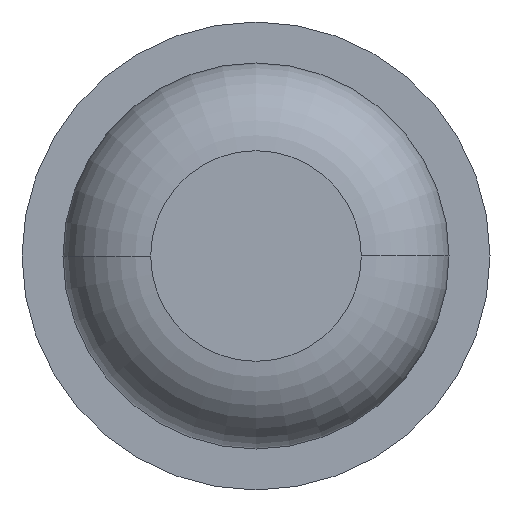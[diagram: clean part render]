
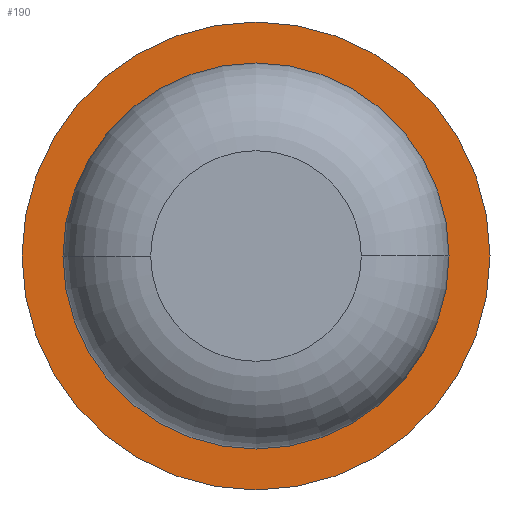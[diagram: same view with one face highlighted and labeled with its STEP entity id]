
A CAD part, front view. The second image highlights one B-rep face of the part: STEP entity #190.
In plain terms, the highlighted planar face has unit normal (0, -1, 0).
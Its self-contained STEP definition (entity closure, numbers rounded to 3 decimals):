
#23 = DIRECTION ( 'NONE',  ( -1., 0., 0. ) ) ;
#123 = AXIS2_PLACEMENT_3D ( 'NONE', #2564, #2199, #23 ) ;
#132 = CARTESIAN_POINT ( 'NONE',  ( 0.825, -5., 0. ) ) ;
#139 = CARTESIAN_POINT ( 'NONE',  ( 0.825, -5., 0. ) ) ;
#163 = DIRECTION ( 'NONE',  ( 0., 1., 0. ) ) ;
#169 = EDGE_CURVE ( 'Defeature ausgef�hrt1_5+Defeature ausgef�hrt1_0+Defeature ausgef�hrt1_0+Defeature ausgef�hrt1_0', #2761, #1689, #1489, .T. ) ;
#190 = ADVANCED_FACE ( 'Defeature ausgef�hrt1_5', ( #791, #249 ), #2038, .F. ) ;
#227 = EDGE_LOOP ( 'NONE', ( #2869, #3973 ) ) ;
#249 = FACE_BOUND ( 'NONE', #1288, .T. ) ;
#401 = ORIENTED_EDGE ( 'NONE', *, *, #1554, .T. ) ;
#782 = DIRECTION ( 'NONE',  ( 0., 1., 0. ) ) ;
#791 = FACE_OUTER_BOUND ( 'NONE', #227, .T. ) ;
#887 = CIRCLE ( 'NONE', #123, 0.825 ) ;
#888 = ORIENTED_EDGE ( 'NONE', *, *, #169, .T. ) ;
#1052 = VERTEX_POINT ( 'NONE', #1449 ) ;
#1098 = DIRECTION ( 'NONE',  ( -1., 0., 0. ) ) ;
#1288 = EDGE_LOOP ( 'NONE', ( #401, #888 ) ) ;
#1320 = EDGE_CURVE ( 'Defeature ausgef�hrt1_6+Defeature ausgef�hrt1_5+Defeature ausgef�hrt1_5+Defeature ausgef�hrt1_5', #2177, #1052, #2872, .T. ) ;
#1384 = DIRECTION ( 'NONE',  ( -1., 0., 0. ) ) ;
#1449 = CARTESIAN_POINT ( 'NONE',  ( -1., -5., 0. ) ) ;
#1489 = CIRCLE ( 'NONE', #3444, 0.825 ) ;
#1554 = EDGE_CURVE ( 'Defeature ausgef�hrt1_5+Defeature ausgef�hrt1_0+Defeature ausgef�hrt1_0+Defeature ausgef�hrt1_0', #1689, #2761, #887, .T. ) ;
#1614 = AXIS2_PLACEMENT_3D ( 'NONE', #3623, #782, #3304 ) ;
#1689 = VERTEX_POINT ( 'NONE', #2912 ) ;
#1718 = CARTESIAN_POINT ( 'NONE',  ( 0., -5., 0. ) ) ;
#1751 = EDGE_CURVE ( 'Defeature ausgef�hrt1_6+Defeature ausgef�hrt1_5+Defeature ausgef�hrt1_5+Defeature ausgef�hrt1_5', #1052, #2177, #2328, .T. ) ;
#2038 = PLANE ( 'NONE',  #2202 ) ;
#2177 = VERTEX_POINT ( 'NONE', #3929 ) ;
#2199 = DIRECTION ( 'NONE',  ( 0., 1., 0. ) ) ;
#2202 = AXIS2_PLACEMENT_3D ( 'NONE', #132, #3589, #2654 ) ;
#2328 = CIRCLE ( 'NONE', #1614, 1. ) ;
#2333 = CARTESIAN_POINT ( 'NONE',  ( 0., -5., 0. ) ) ;
#2564 = CARTESIAN_POINT ( 'NONE',  ( 0., -5., 0. ) ) ;
#2650 = DIRECTION ( 'NONE',  ( 0., 1., 0. ) ) ;
#2654 = DIRECTION ( 'NONE',  ( -1., 0., 0. ) ) ;
#2761 = VERTEX_POINT ( 'NONE', #139 ) ;
#2869 = ORIENTED_EDGE ( 'NONE', *, *, #1751, .F. ) ;
#2872 = CIRCLE ( 'NONE', #3125, 1. ) ;
#2912 = CARTESIAN_POINT ( 'NONE',  ( -0.825, -5., 0. ) ) ;
#3125 = AXIS2_PLACEMENT_3D ( 'NONE', #2333, #2650, #1384 ) ;
#3304 = DIRECTION ( 'NONE',  ( -1., 0., 0. ) ) ;
#3444 = AXIS2_PLACEMENT_3D ( 'NONE', #1718, #163, #1098 ) ;
#3589 = DIRECTION ( 'NONE',  ( 0., 1., 0. ) ) ;
#3623 = CARTESIAN_POINT ( 'NONE',  ( 0., -5., 0. ) ) ;
#3929 = CARTESIAN_POINT ( 'NONE',  ( 1., -5., 0. ) ) ;
#3973 = ORIENTED_EDGE ( 'NONE', *, *, #1320, .F. ) ;
